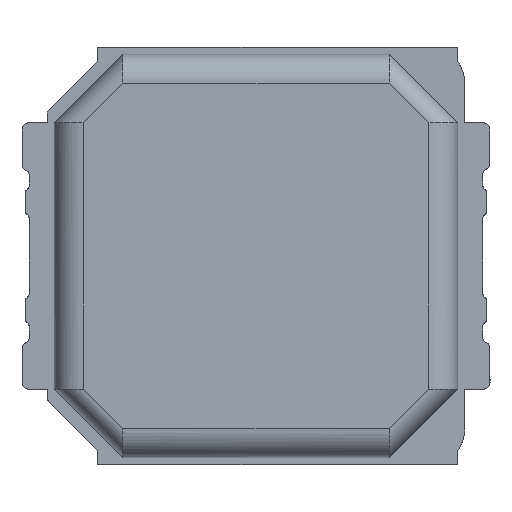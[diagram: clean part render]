
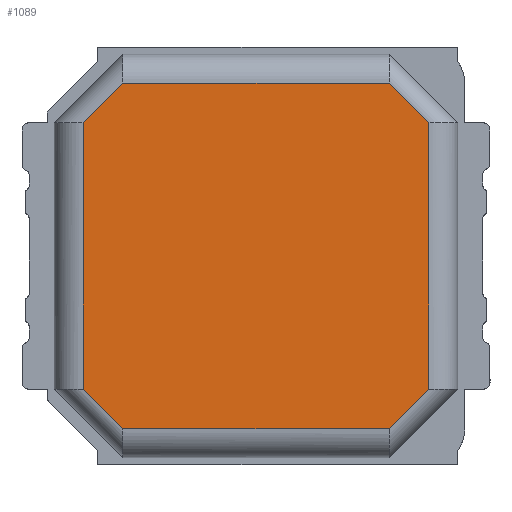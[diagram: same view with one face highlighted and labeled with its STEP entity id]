
A CAD part, top view. The second image highlights one B-rep face of the part: STEP entity #1089.
In plain terms, the highlighted face is planar.
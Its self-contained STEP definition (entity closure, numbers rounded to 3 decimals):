
#11 = CARTESIAN_POINT ( 'NONE',  ( -1.85, -2.4, 0. ) ) ;
#77 = LINE ( 'NONE', #3118, #1083 ) ;
#262 = DIRECTION ( 'NONE',  ( 0., 0., 1. ) ) ;
#469 = VERTEX_POINT ( 'NONE', #1805 ) ;
#501 = ORIENTED_EDGE ( 'NONE', *, *, #860, .F. ) ;
#513 = CARTESIAN_POINT ( 'NONE',  ( 1.85, 2.4, 0. ) ) ;
#539 = EDGE_CURVE ( 'NONE', #3379, #469, #2111, .T. ) ;
#780 = LINE ( 'NONE', #2028, #1852 ) ;
#785 = CARTESIAN_POINT ( 'NONE',  ( 1.85, 2.4, 0. ) ) ;
#860 = EDGE_CURVE ( 'NONE', #4047, #3942, #77, .T. ) ;
#883 = DIRECTION ( 'NONE',  ( -0.707, -0.707, 0. ) ) ;
#919 = CARTESIAN_POINT ( 'NONE',  ( 2.4, -1.85, 0. ) ) ;
#981 = DIRECTION ( 'NONE',  ( 1., 0., 0. ) ) ;
#1023 = CARTESIAN_POINT ( 'NONE',  ( -2.4, 1.85, 0. ) ) ;
#1083 = VECTOR ( 'NONE', #1148, 1000. ) ;
#1089 = ADVANCED_FACE ( 'NONE', ( #2292 ), #4866, .F. ) ;
#1093 = EDGE_CURVE ( 'NONE', #4047, #3823, #4820, .T. ) ;
#1142 = LINE ( 'NONE', #11, #3080 ) ;
#1148 = DIRECTION ( 'NONE',  ( 0., -1., 0. ) ) ;
#1206 = ORIENTED_EDGE ( 'NONE', *, *, #539, .F. ) ;
#1332 = DIRECTION ( 'NONE',  ( -1., 0., 0. ) ) ;
#1334 = VECTOR ( 'NONE', #1332, 1000. ) ;
#1392 = VECTOR ( 'NONE', #3001, 1000. ) ;
#1405 = VERTEX_POINT ( 'NONE', #2823 ) ;
#1734 = LINE ( 'NONE', #513, #3206 ) ;
#1793 = DIRECTION ( 'NONE',  ( 0.707, 0.707, 0. ) ) ;
#1805 = CARTESIAN_POINT ( 'NONE',  ( 1.85, -2.4, 0. ) ) ;
#1852 = VECTOR ( 'NONE', #883, 1000. ) ;
#1901 = EDGE_CURVE ( 'NONE', #4946, #1405, #3386, .T. ) ;
#2028 = CARTESIAN_POINT ( 'NONE',  ( 2.4, -1.85, 0. ) ) ;
#2076 = CARTESIAN_POINT ( 'NONE',  ( -2.4, 2.4, 0. ) ) ;
#2111 = LINE ( 'NONE', #4141, #1392 ) ;
#2154 = EDGE_CURVE ( 'NONE', #3379, #3942, #1142, .T. ) ;
#2192 = VERTEX_POINT ( 'NONE', #785 ) ;
#2292 = FACE_OUTER_BOUND ( 'NONE', #2785, .T. ) ;
#2317 = EDGE_CURVE ( 'NONE', #2192, #1405, #1734, .T. ) ;
#2401 = VECTOR ( 'NONE', #4076, 1000. ) ;
#2482 = CARTESIAN_POINT ( 'NONE',  ( -1.85, -2.4, 0. ) ) ;
#2694 = CARTESIAN_POINT ( 'NONE',  ( -2.4, 1.85, 0. ) ) ;
#2737 = ORIENTED_EDGE ( 'NONE', *, *, #1901, .F. ) ;
#2785 = EDGE_LOOP ( 'NONE', ( #2737, #4344, #1206, #2983, #501, #4111, #2926, #3634 ) ) ;
#2823 = CARTESIAN_POINT ( 'NONE',  ( 2.4, 1.85, 0. ) ) ;
#2833 = VECTOR ( 'NONE', #1793, 1000. ) ;
#2926 = ORIENTED_EDGE ( 'NONE', *, *, #4962, .F. ) ;
#2939 = CARTESIAN_POINT ( 'NONE',  ( 2.4, 2.4, 0. ) ) ;
#2983 = ORIENTED_EDGE ( 'NONE', *, *, #2154, .T. ) ;
#3001 = DIRECTION ( 'NONE',  ( 1., 0., 0. ) ) ;
#3080 = VECTOR ( 'NONE', #4627, 1000. ) ;
#3118 = CARTESIAN_POINT ( 'NONE',  ( -2.4, 2.4, 0. ) ) ;
#3198 = EDGE_CURVE ( 'NONE', #4946, #469, #780, .T. ) ;
#3206 = VECTOR ( 'NONE', #3565, 1000. ) ;
#3299 = CARTESIAN_POINT ( 'NONE',  ( 0., 0., 0. ) ) ;
#3379 = VERTEX_POINT ( 'NONE', #2482 ) ;
#3386 = LINE ( 'NONE', #2939, #2401 ) ;
#3402 = LINE ( 'NONE', #2076, #1334 ) ;
#3449 = AXIS2_PLACEMENT_3D ( 'NONE', #3299, #262, #981 ) ;
#3565 = DIRECTION ( 'NONE',  ( 0.707, -0.707, 0. ) ) ;
#3634 = ORIENTED_EDGE ( 'NONE', *, *, #2317, .T. ) ;
#3732 = CARTESIAN_POINT ( 'NONE',  ( -2.4, -1.85, 0. ) ) ;
#3744 = CARTESIAN_POINT ( 'NONE',  ( -1.85, 2.4, 0. ) ) ;
#3823 = VERTEX_POINT ( 'NONE', #3744 ) ;
#3942 = VERTEX_POINT ( 'NONE', #3732 ) ;
#4047 = VERTEX_POINT ( 'NONE', #2694 ) ;
#4076 = DIRECTION ( 'NONE',  ( 0., 1., 0. ) ) ;
#4111 = ORIENTED_EDGE ( 'NONE', *, *, #1093, .T. ) ;
#4141 = CARTESIAN_POINT ( 'NONE',  ( -2.4, -2.4, 0. ) ) ;
#4344 = ORIENTED_EDGE ( 'NONE', *, *, #3198, .T. ) ;
#4627 = DIRECTION ( 'NONE',  ( -0.707, 0.707, 0. ) ) ;
#4820 = LINE ( 'NONE', #1023, #2833 ) ;
#4866 = PLANE ( 'NONE',  #3449 ) ;
#4946 = VERTEX_POINT ( 'NONE', #919 ) ;
#4962 = EDGE_CURVE ( 'NONE', #2192, #3823, #3402, .T. ) ;
